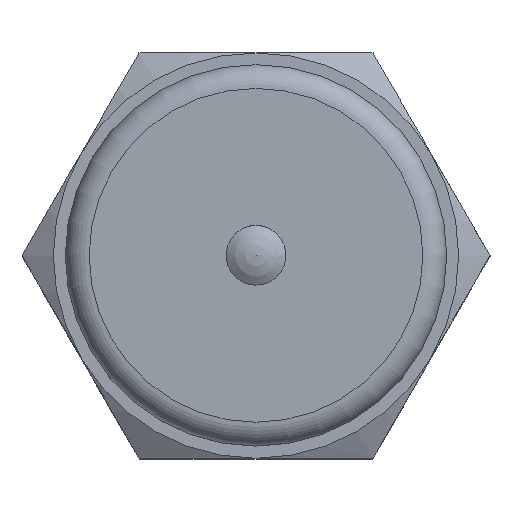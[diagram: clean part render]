
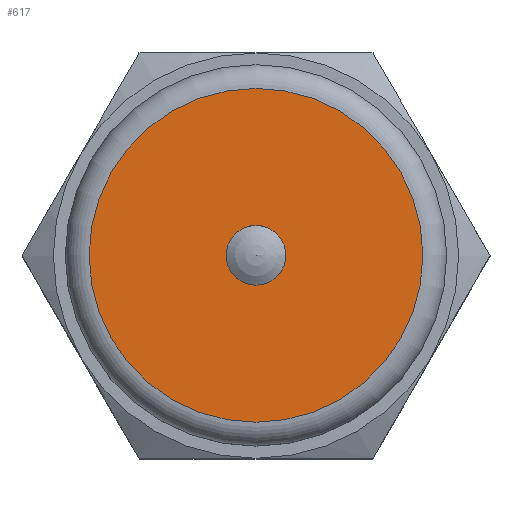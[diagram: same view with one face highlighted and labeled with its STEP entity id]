
A CAD part, top view. The second image highlights one B-rep face of the part: STEP entity #617.
In plain terms, the highlighted planar face has unit normal (0, 0, 1).
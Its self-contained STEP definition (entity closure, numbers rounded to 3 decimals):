
#586=CARTESIAN_POINT('',(1.25,0.,96.2));
#587=VERTEX_POINT('',#586);
#588=CARTESIAN_POINT('',(0.,0.,96.2));
#589=DIRECTION('',(0.0,0.0,1.0));
#590=DIRECTION('',(1.0,0.0,0.0));
#591=AXIS2_PLACEMENT_3D('',#588,#589,#590);
#592=CIRCLE('',#591,1.25);
#593=EDGE_CURVE('',#587,#587,#592,.T.);
#598=CARTESIAN_POINT('',(4.125,0.,96.2));
#599=DIRECTION('',(0.0,0.0,1.0));
#600=DIRECTION('',(1.0,0.0,0.0));
#601=AXIS2_PLACEMENT_3D('',#598,#599,#600);
#602=PLANE('',#601);
#603=CARTESIAN_POINT('',(7.,0.,96.2));
#604=VERTEX_POINT('',#603);
#605=CARTESIAN_POINT('',(0.,0.,96.2));
#606=DIRECTION('',(0.0,0.0,1.0));
#607=DIRECTION('',(1.0,0.0,0.0));
#608=AXIS2_PLACEMENT_3D('',#605,#606,#607);
#609=CIRCLE('',#608,7.);
#610=EDGE_CURVE('',#604,#604,#609,.T.);
#611=ORIENTED_EDGE('',*,*,#610,.T.);
#612=EDGE_LOOP('',(#611));
#613=FACE_OUTER_BOUND('',#612,.T.);
#614=ORIENTED_EDGE('',*,*,#593,.F.);
#615=EDGE_LOOP('',(#614));
#616=FACE_BOUND('',#615,.T.);
#617=ADVANCED_FACE('',(#613,#616),#602,.T.);
